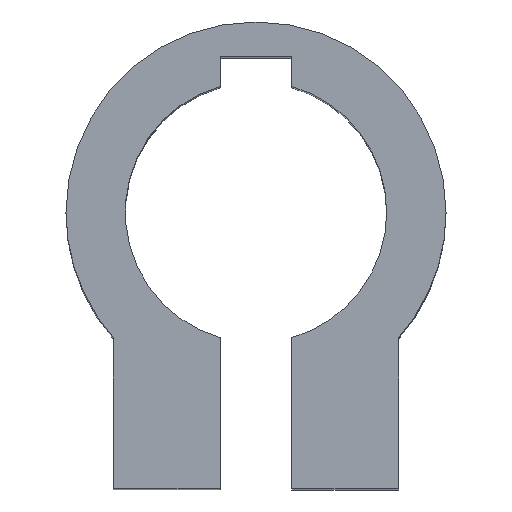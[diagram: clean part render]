
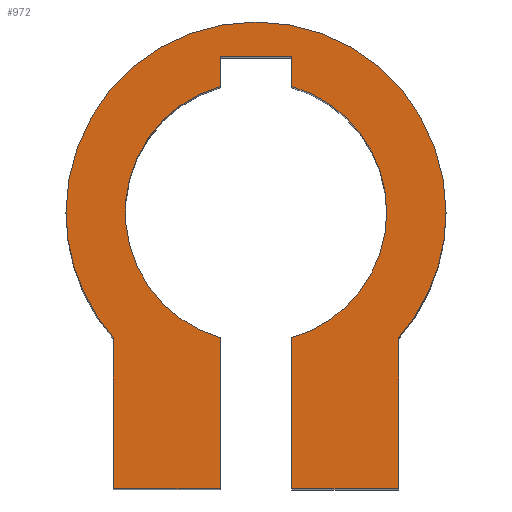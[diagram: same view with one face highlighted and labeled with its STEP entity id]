
A CAD part, top view. The second image highlights one B-rep face of the part: STEP entity #972.
In plain terms, the highlighted planar face has unit normal (0, 0, 1).
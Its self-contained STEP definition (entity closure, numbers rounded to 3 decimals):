
#3 = CARTESIAN_POINT ( 'NONE',  ( 0., 0., 33. ) ) ;
#5 = EDGE_CURVE ( 'NONE', #1032, #522, #453, .T. ) ;
#10 = DIRECTION ( 'NONE',  ( 0., 0., 1. ) ) ;
#14 = LINE ( 'NONE', #814, #441 ) ;
#25 = AXIS2_PLACEMENT_3D ( 'NONE', #270, #366, #361 ) ;
#33 = CARTESIAN_POINT ( 'NONE',  ( -3., 10.583, 33. ) ) ;
#43 = CIRCLE ( 'NONE', #205, 16. ) ;
#64 = ORIENTED_EDGE ( 'NONE', *, *, #1202, .F. ) ;
#66 = CARTESIAN_POINT ( 'NONE',  ( 11., 0., 33. ) ) ;
#68 = VERTEX_POINT ( 'NONE', #697 ) ;
#95 = CARTESIAN_POINT ( 'NONE',  ( 0., 0., 33. ) ) ;
#96 = EDGE_CURVE ( 'NONE', #614, #459, #43, .T. ) ;
#99 = DIRECTION ( 'NONE',  ( 1., 0., 0. ) ) ;
#101 = AXIS2_PLACEMENT_3D ( 'NONE', #824, #717, #99 ) ;
#116 = DIRECTION ( 'NONE',  ( 1., 0., 0. ) ) ;
#122 = EDGE_CURVE ( 'NONE', #1040, #1032, #180, .T. ) ;
#126 = CARTESIAN_POINT ( 'NONE',  ( 12., 0., 33. ) ) ;
#138 = CARTESIAN_POINT ( 'NONE',  ( 0., 0., 33. ) ) ;
#140 = ORIENTED_EDGE ( 'NONE', *, *, #122, .T. ) ;
#153 = EDGE_CURVE ( 'NONE', #522, #175, #170, .T. ) ;
#170 = LINE ( 'NONE', #126, #396 ) ;
#175 = VERTEX_POINT ( 'NONE', #619 ) ;
#180 = LINE ( 'NONE', #834, #1143 ) ;
#181 = VECTOR ( 'NONE', #1293, 1000. ) ;
#194 = EDGE_LOOP ( 'NONE', ( #1240, #1173, #1272, #611, #495, #820, #1034, #140, #779, #472, #1223, #1068, #251, #315, #64 ) ) ;
#205 = AXIS2_PLACEMENT_3D ( 'NONE', #138, #10, #116 ) ;
#211 = DIRECTION ( 'NONE',  ( 1., 0., 0. ) ) ;
#218 = VERTEX_POINT ( 'NONE', #740 ) ;
#244 = CARTESIAN_POINT ( 'NONE',  ( 3., 13.083, 33. ) ) ;
#250 = CARTESIAN_POINT ( 'NONE',  ( 3., 10.583, 33. ) ) ;
#251 = ORIENTED_EDGE ( 'NONE', *, *, #96, .T. ) ;
#265 = CARTESIAN_POINT ( 'NONE',  ( -3., 10.583, 33. ) ) ;
#270 = CARTESIAN_POINT ( 'NONE',  ( 0., 0., 33. ) ) ;
#276 = EDGE_CURVE ( 'NONE', #1280, #970, #1201, .T. ) ;
#297 = CARTESIAN_POINT ( 'NONE',  ( 0., 0., 33. ) ) ;
#315 = ORIENTED_EDGE ( 'NONE', *, *, #775, .F. ) ;
#318 = VECTOR ( 'NONE', #1054, 1000. ) ;
#335 = VERTEX_POINT ( 'NONE', #250 ) ;
#361 = DIRECTION ( 'NONE',  ( 1., 0., 0. ) ) ;
#366 = DIRECTION ( 'NONE',  ( 0., 0., 1. ) ) ;
#391 = CARTESIAN_POINT ( 'NONE',  ( -3., -10.583, 33. ) ) ;
#395 = VERTEX_POINT ( 'NONE', #66 ) ;
#396 = VECTOR ( 'NONE', #830, 1000. ) ;
#414 = DIRECTION ( 'NONE',  ( 0., 1., 0. ) ) ;
#415 = CARTESIAN_POINT ( 'NONE',  ( -3., -23.283, 33. ) ) ;
#417 = DIRECTION ( 'NONE',  ( 0., -1., 0. ) ) ;
#439 = LINE ( 'NONE', #1100, #674 ) ;
#441 = VECTOR ( 'NONE', #1203, 1000. ) ;
#448 = EDGE_CURVE ( 'NONE', #1171, #1280, #967, .T. ) ;
#453 = LINE ( 'NONE', #607, #181 ) ;
#457 = EDGE_CURVE ( 'NONE', #840, #614, #465, .T. ) ;
#459 = VERTEX_POINT ( 'NONE', #1154 ) ;
#465 = CIRCLE ( 'NONE', #25, 16. ) ;
#472 = ORIENTED_EDGE ( 'NONE', *, *, #153, .T. ) ;
#492 = AXIS2_PLACEMENT_3D ( 'NONE', #639, #1140, #1043 ) ;
#495 = ORIENTED_EDGE ( 'NONE', *, *, #536, .F. ) ;
#498 = VECTOR ( 'NONE', #612, 1000. ) ;
#522 = VERTEX_POINT ( 'NONE', #1246 ) ;
#536 = EDGE_CURVE ( 'NONE', #335, #218, #621, .T. ) ;
#537 = CIRCLE ( 'NONE', #875, 11. ) ;
#607 = CARTESIAN_POINT ( 'NONE',  ( 0., -23.283, 33. ) ) ;
#611 = ORIENTED_EDGE ( 'NONE', *, *, #1221, .F. ) ;
#612 = DIRECTION ( 'NONE',  ( -1., 0., 0. ) ) ;
#614 = VERTEX_POINT ( 'NONE', #1282 ) ;
#619 = CARTESIAN_POINT ( 'NONE',  ( 12., -10.583, 33. ) ) ;
#621 = LINE ( 'NONE', #244, #318 ) ;
#638 = CARTESIAN_POINT ( 'NONE',  ( 3., -10.583, 33. ) ) ;
#639 = CARTESIAN_POINT ( 'NONE',  ( 0., 0., 33. ) ) ;
#674 = VECTOR ( 'NONE', #1191, 1000. ) ;
#694 = VECTOR ( 'NONE', #1144, 1000. ) ;
#697 = CARTESIAN_POINT ( 'NONE',  ( -12., -23.283, 33. ) ) ;
#703 = DIRECTION ( 'NONE',  ( 0., 0., 1. ) ) ;
#712 = CARTESIAN_POINT ( 'NONE',  ( 0., -23.283, 33. ) ) ;
#713 = DIRECTION ( 'NONE',  ( 1., 0., 0. ) ) ;
#716 = EDGE_CURVE ( 'NONE', #970, #1077, #14, .T. ) ;
#717 = DIRECTION ( 'NONE',  ( 0., 0., 1. ) ) ;
#722 = LINE ( 'NONE', #902, #946 ) ;
#740 = CARTESIAN_POINT ( 'NONE',  ( 3., 13.083, 33. ) ) ;
#775 = EDGE_CURVE ( 'NONE', #68, #459, #722, .T. ) ;
#779 = ORIENTED_EDGE ( 'NONE', *, *, #5, .T. ) ;
#791 = CARTESIAN_POINT ( 'NONE',  ( -3., 13.083, 33. ) ) ;
#802 = DIRECTION ( 'NONE',  ( 0., 0., 1. ) ) ;
#809 = DIRECTION ( 'NONE',  ( 0., 0., 1. ) ) ;
#814 = CARTESIAN_POINT ( 'NONE',  ( -3., 0., 33. ) ) ;
#820 = ORIENTED_EDGE ( 'NONE', *, *, #1141, .F. ) ;
#824 = CARTESIAN_POINT ( 'NONE',  ( 0., 0., 33. ) ) ;
#827 = CARTESIAN_POINT ( 'NONE',  ( 16., 0., 33. ) ) ;
#830 = DIRECTION ( 'NONE',  ( 0., 1., 0. ) ) ;
#834 = CARTESIAN_POINT ( 'NONE',  ( 3., 0., 33. ) ) ;
#840 = VERTEX_POINT ( 'NONE', #827 ) ;
#853 = AXIS2_PLACEMENT_3D ( 'NONE', #297, #703, #713 ) ;
#874 = FACE_OUTER_BOUND ( 'NONE', #194, .T. ) ;
#875 = AXIS2_PLACEMENT_3D ( 'NONE', #95, #802, #1006 ) ;
#902 = CARTESIAN_POINT ( 'NONE',  ( -12., 0., 33. ) ) ;
#911 = EDGE_CURVE ( 'NONE', #175, #840, #1020, .T. ) ;
#946 = VECTOR ( 'NONE', #414, 1000. ) ;
#953 = EDGE_CURVE ( 'NONE', #1040, #395, #1185, .T. ) ;
#967 = LINE ( 'NONE', #265, #694 ) ;
#970 = VERTEX_POINT ( 'NONE', #391 ) ;
#972 = ADVANCED_FACE ( 'NONE', ( #874 ), #1101, .T. ) ;
#1006 = DIRECTION ( 'NONE',  ( 1., 0., 0. ) ) ;
#1020 = CIRCLE ( 'NONE', #1175, 16. ) ;
#1032 = VERTEX_POINT ( 'NONE', #1217 ) ;
#1034 = ORIENTED_EDGE ( 'NONE', *, *, #953, .F. ) ;
#1040 = VERTEX_POINT ( 'NONE', #638 ) ;
#1043 = DIRECTION ( 'NONE',  ( 1., 0., 0. ) ) ;
#1054 = DIRECTION ( 'NONE',  ( 0., 1., 0. ) ) ;
#1066 = LINE ( 'NONE', #712, #498 ) ;
#1068 = ORIENTED_EDGE ( 'NONE', *, *, #457, .T. ) ;
#1077 = VERTEX_POINT ( 'NONE', #415 ) ;
#1100 = CARTESIAN_POINT ( 'NONE',  ( -3., 13.083, 33. ) ) ;
#1101 = PLANE ( 'NONE',  #853 ) ;
#1140 = DIRECTION ( 'NONE',  ( 0., 0., 1. ) ) ;
#1141 = EDGE_CURVE ( 'NONE', #395, #335, #537, .T. ) ;
#1143 = VECTOR ( 'NONE', #417, 1000. ) ;
#1144 = DIRECTION ( 'NONE',  ( 0., -1., 0. ) ) ;
#1154 = CARTESIAN_POINT ( 'NONE',  ( -12., -10.583, 33. ) ) ;
#1171 = VERTEX_POINT ( 'NONE', #791 ) ;
#1173 = ORIENTED_EDGE ( 'NONE', *, *, #276, .F. ) ;
#1175 = AXIS2_PLACEMENT_3D ( 'NONE', #3, #809, #211 ) ;
#1185 = CIRCLE ( 'NONE', #101, 11. ) ;
#1191 = DIRECTION ( 'NONE',  ( -1., 0., 0. ) ) ;
#1201 = CIRCLE ( 'NONE', #492, 11. ) ;
#1202 = EDGE_CURVE ( 'NONE', #1077, #68, #1066, .T. ) ;
#1203 = DIRECTION ( 'NONE',  ( 0., -1., 0. ) ) ;
#1217 = CARTESIAN_POINT ( 'NONE',  ( 3., -23.283, 33. ) ) ;
#1221 = EDGE_CURVE ( 'NONE', #218, #1171, #439, .T. ) ;
#1223 = ORIENTED_EDGE ( 'NONE', *, *, #911, .T. ) ;
#1240 = ORIENTED_EDGE ( 'NONE', *, *, #716, .F. ) ;
#1246 = CARTESIAN_POINT ( 'NONE',  ( 12., -23.283, 33. ) ) ;
#1272 = ORIENTED_EDGE ( 'NONE', *, *, #448, .F. ) ;
#1280 = VERTEX_POINT ( 'NONE', #33 ) ;
#1282 = CARTESIAN_POINT ( 'NONE',  ( -16., 0., 33. ) ) ;
#1293 = DIRECTION ( 'NONE',  ( 1., 0., 0. ) ) ;
